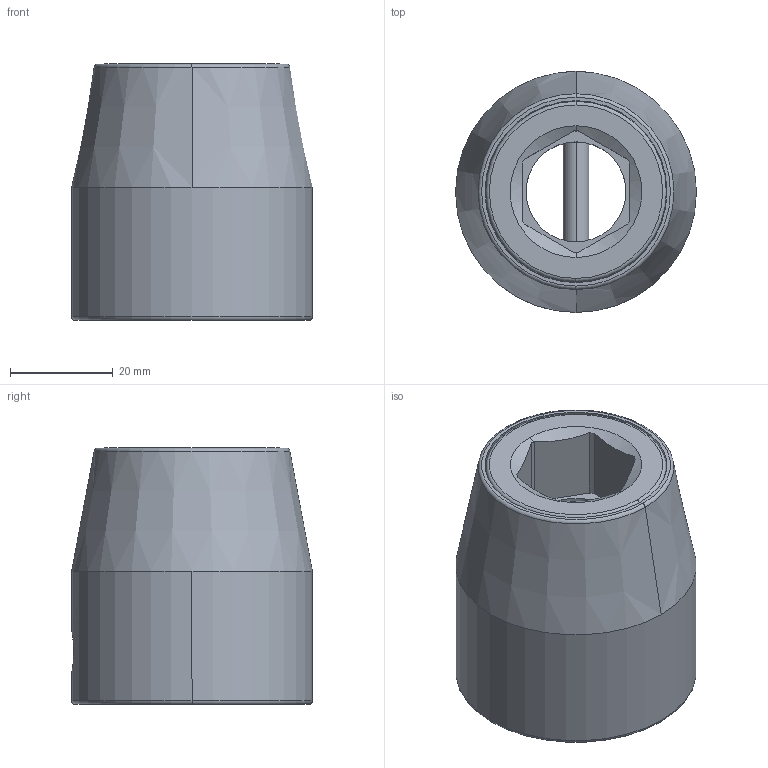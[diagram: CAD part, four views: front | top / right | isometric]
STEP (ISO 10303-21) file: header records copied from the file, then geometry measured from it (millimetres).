
FILE_DESCRIPTION((''),'2;1');
FILE_NAME('4027156321_ASM','2024-01-08T12:43:02',('a00565553'),(''),'CREO PARAMETRIC BY PTC INC, 2022414','CREO PARAMETRIC BY PTC INC, 2022414','');
FILE_SCHEMA(('CONFIG_CONTROL_DESIGN','GEOMETRIC_VALIDATION_PROPERTIES_MIM'));
Length unit declared in the file: millimetre
Products named in the file (5): 4027911361; 4027036374; 0190131800_SPEC; 4027905697; 4027156321_ASM
Assembly tree (4 placements, depth 2):
  4027156321_ASM
    4027911361
    4027036374
    0190131800_SPEC
    4027905697
Bounding box: 47 x 47 x 50.1 mm (x, y, z)
Volume: 57808.8 mm3; surface area: 27910.2 mm2
Topology: 4 solids, 6 shells, 117 faces, 300 edges, 192 vertices
Faces by surface type: plane 42, cylinder 38, cone 28, torus 9
Entity records: 4402 total; most frequent: CARTESIAN_POINT 1041, DIRECTION 626, ORIENTED_EDGE 582, EDGE_CURVE 300, AXIS2_PLACEMENT_3D 250, VERTEX_POINT 192, EDGE_LOOP 128, VECTOR 126
